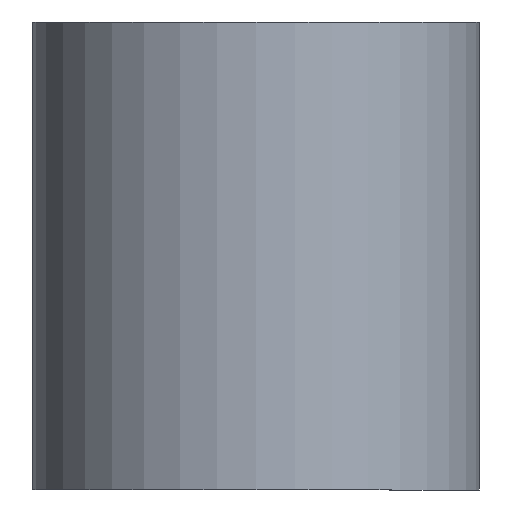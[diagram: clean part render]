
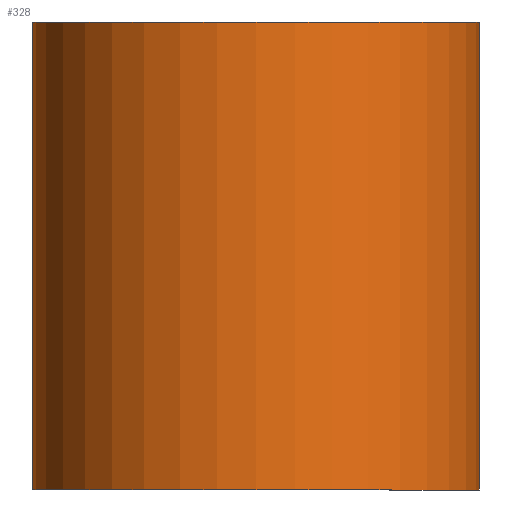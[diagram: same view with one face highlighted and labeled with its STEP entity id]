
A CAD part, left-side view. The second image highlights one B-rep face of the part: STEP entity #328.
In plain terms, the highlighted cylindrical face has radius 34.353 mm (diameter 68.707 mm), a partial arc.
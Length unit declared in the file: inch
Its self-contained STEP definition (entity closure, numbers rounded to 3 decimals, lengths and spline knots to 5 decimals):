
#6 = ORIENTED_EDGE ( 'NONE', *, *, #60, .F. ) ;
#25 = AXIS2_PLACEMENT_3D ( 'NONE', #449, #494, #306 ) ;
#35 = EDGE_CURVE ( 'NONE', #262, #272, #53, .T. ) ;
#36 = AXIS2_PLACEMENT_3D ( 'NONE', #116, #492, #161 ) ;
#47 = CIRCLE ( 'NONE', #36, 1.3525 ) ;
#53 = LINE ( 'NONE', #102, #186 ) ;
#60 = EDGE_CURVE ( 'NONE', #255, #272, #146, .T. ) ;
#70 = CARTESIAN_POINT ( 'NONE',  ( 0., 0., 1.417 ) ) ;
#90 = EDGE_CURVE ( 'NONE', #134, #262, #47, .T. ) ;
#102 = CARTESIAN_POINT ( 'NONE',  ( 0., -1.3525, 1.417 ) ) ;
#116 = CARTESIAN_POINT ( 'NONE',  ( 0., 0., -1.417 ) ) ;
#134 = VERTEX_POINT ( 'NONE', #605 ) ;
#146 = CIRCLE ( 'NONE', #435, 1.3525 ) ;
#149 = CARTESIAN_POINT ( 'NONE',  ( 0., -1.3525, 1.417 ) ) ;
#152 = ORIENTED_EDGE ( 'NONE', *, *, #90, .T. ) ;
#161 = DIRECTION ( 'NONE',  ( 0., -1., 0. ) ) ;
#164 = EDGE_LOOP ( 'NONE', ( #292, #152, #315, #6 ) ) ;
#186 = VECTOR ( 'NONE', #441, 39.37008 ) ;
#255 = VERTEX_POINT ( 'NONE', #399 ) ;
#257 = DIRECTION ( 'NONE',  ( 0., 0., 1. ) ) ;
#262 = VERTEX_POINT ( 'NONE', #291 ) ;
#272 = VERTEX_POINT ( 'NONE', #149 ) ;
#289 = FACE_OUTER_BOUND ( 'NONE', #164, .T. ) ;
#291 = CARTESIAN_POINT ( 'NONE',  ( 0., -1.3525, -1.417 ) ) ;
#292 = ORIENTED_EDGE ( 'NONE', *, *, #307, .F. ) ;
#305 = DIRECTION ( 'NONE',  ( 0., -1., 0. ) ) ;
#306 = DIRECTION ( 'NONE',  ( 0., -1., 0. ) ) ;
#307 = EDGE_CURVE ( 'NONE', #134, #255, #421, .T. ) ;
#315 = ORIENTED_EDGE ( 'NONE', *, *, #35, .T. ) ;
#328 = ADVANCED_FACE ( 'NONE', ( #289 ), #545, .T. ) ;
#338 = VECTOR ( 'NONE', #257, 39.37008 ) ;
#399 = CARTESIAN_POINT ( 'NONE',  ( 0., 1.3525, 1.417 ) ) ;
#421 = LINE ( 'NONE', #597, #338 ) ;
#435 = AXIS2_PLACEMENT_3D ( 'NONE', #70, #541, #305 ) ;
#441 = DIRECTION ( 'NONE',  ( 0., 0., 1. ) ) ;
#449 = CARTESIAN_POINT ( 'NONE',  ( 0., 0., 1.417 ) ) ;
#492 = DIRECTION ( 'NONE',  ( 0., 0., 1. ) ) ;
#494 = DIRECTION ( 'NONE',  ( 0., 0., 1. ) ) ;
#541 = DIRECTION ( 'NONE',  ( 0., 0., 1. ) ) ;
#545 = CYLINDRICAL_SURFACE ( 'NONE', #25, 1.3525 ) ;
#597 = CARTESIAN_POINT ( 'NONE',  ( 0., 1.3525, 1.417 ) ) ;
#605 = CARTESIAN_POINT ( 'NONE',  ( 0., 1.3525, -1.417 ) ) ;
